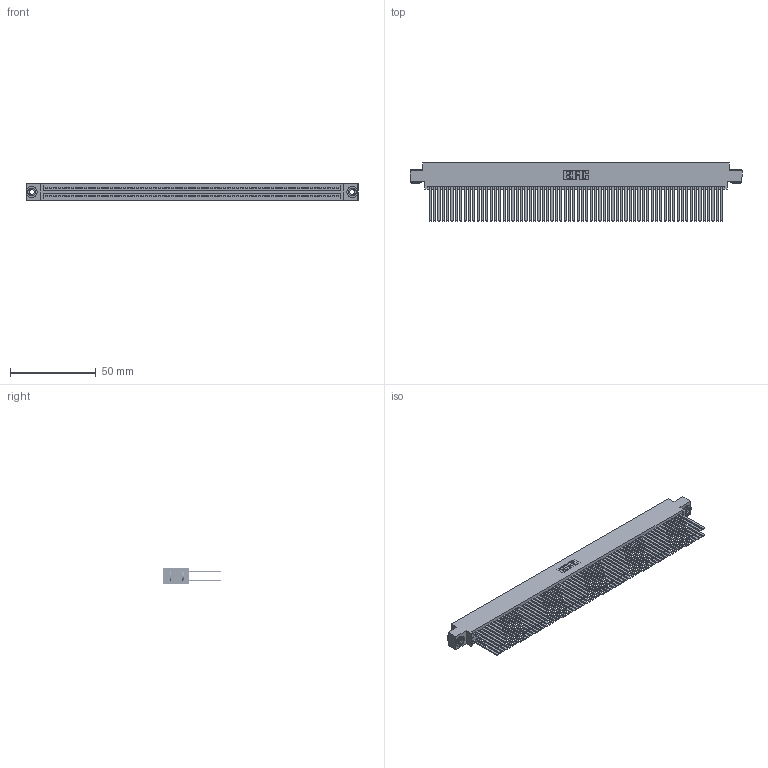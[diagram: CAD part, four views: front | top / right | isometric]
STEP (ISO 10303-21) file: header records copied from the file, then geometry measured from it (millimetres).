
FILE_DESCRIPTION (( 'STEP AP203' ), '1' );
FILE_NAME ('345-136-544-803.STEP', '2018-10-20T14:50:52', ( '' ), ( '' ), 'SwSTEP 2.0', 'SolidWorks 2016', '' );
FILE_SCHEMA (( 'CONFIG_CONTROL_DESIGN' ));
Length unit declared in the file: inch
Products named in the file (4): 345 Part_0.170 Offset - 0.156 Dia-TH; 345-250-002_345-250-002-102; 345-136-544-803; 345-292-001_345-293-144
Assembly tree (139 placements, depth 2):
  345-136-544-803
    345 Part_0.170 Offset - 0.156 Dia-TH
    345-292-001_345-293-144  x136
    345-250-002_345-250-002-102  x2
Bounding box: 193.93 x 33.96 x 9.4 mm (x, y, z)
Volume: 20892.3 mm3; surface area: 37321.9 mm2
Topology: 139 solids, 139 shells, 6152 faces, 18245 edges, 11978 vertices
Faces by surface type: plane 4038, cylinder 2106, cone 8
Entity records: 50452 total; most frequent: CARTESIAN_POINT 8407, ORIENTED_EDGE 8334, DIRECTION 7409, EDGE_CURVE 4167, LINE 3743, VECTOR 3743, VERTEX_POINT 2774, AXIS2_PLACEMENT_3D 1833
